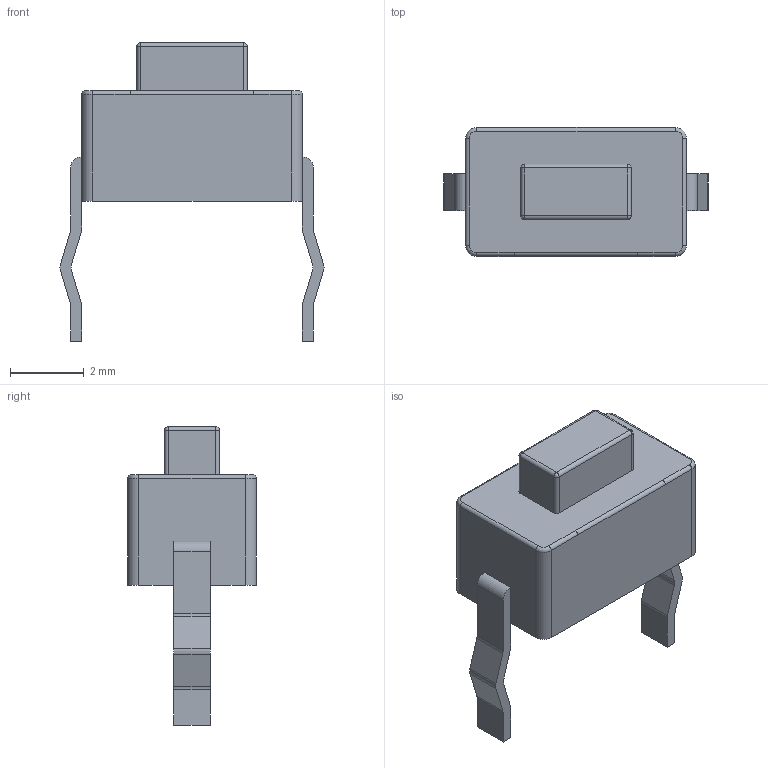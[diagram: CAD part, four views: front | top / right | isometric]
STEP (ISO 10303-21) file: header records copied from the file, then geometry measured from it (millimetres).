
FILE_DESCRIPTION(('HOOPS Exchange Step'),'2;1');
FILE_NAME('temp_export','2024-03-04T11:30:02-05:00',('jscotto'),('Shapr3D Limited'),'HOOPS Exchange 2023.2','Shapr3D','Authorized');
FILE_SCHEMA( ('AUTOMOTIVE_DESIGN { 1 0 10303 214 1 1 1 1 }') );
Length unit declared in the file: millimetre
Products named in the file (2): SW_PUSH_6mm_H4.3mm.step; root
Assembly tree (1 placements, depth 2):
  root
    SW_PUSH_6mm_H4.3mm.step
Bounding box: 7.17 x 3.5 x 8.1 mm (x, y, z)
Volume: 71.5 mm3; surface area: 130 mm2
Topology: 1 solids, 1 shells, 75 faces, 196 edges, 120 vertices
Faces by surface type: plane 35, cylinder 32, sphere 4, torus 4
Entity records: 2354 total; most frequent: DIRECTION 412, CARTESIAN_POINT 389, ORIENTED_EDGE 384, EDGE_CURVE 192, AXIS2_PLACEMENT_3D 143, VECTOR 126, LINE 126, VERTEX_POINT 120
